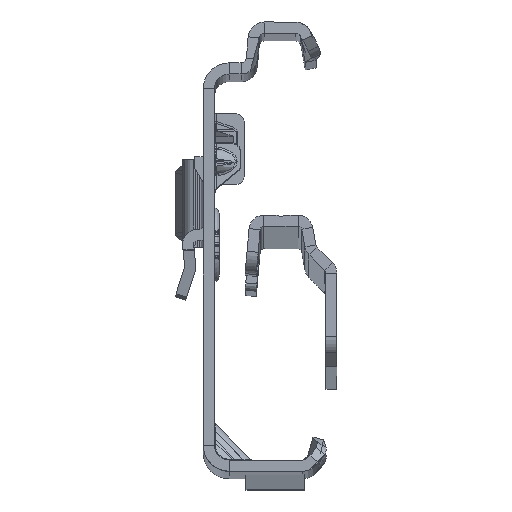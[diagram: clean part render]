
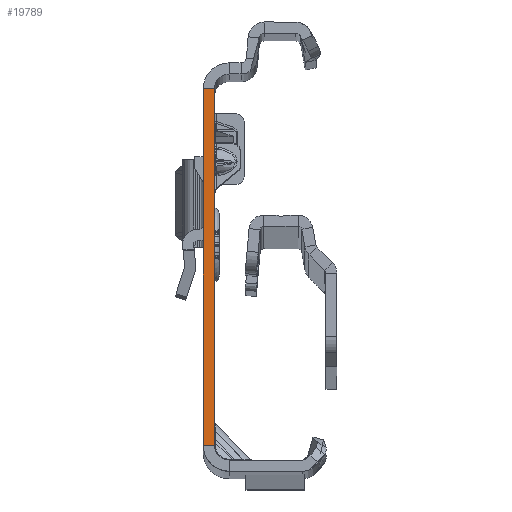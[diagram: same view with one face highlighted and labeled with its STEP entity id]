
A CAD part, top view. The second image highlights one B-rep face of the part: STEP entity #19789.
In plain terms, the highlighted planar face has unit normal (0, 0, 1).
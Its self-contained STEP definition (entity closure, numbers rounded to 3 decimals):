
#554 = ORIENTED_EDGE ( 'NONE', *, *, #10597, .F. ) ;
#1138 = ORIENTED_EDGE ( 'NONE', *, *, #10997, .F. ) ;
#4530 = DIRECTION ( 'NONE',  ( 0., -1., 0. ) ) ;
#6691 = EDGE_LOOP ( 'NONE', ( #1138, #18589, #44545, #554 ) ) ;
#8067 = LINE ( 'NONE', #49822, #54800 ) ;
#10597 = EDGE_CURVE ( 'NONE', #41998, #37476, #17340, .T. ) ;
#10997 = EDGE_CURVE ( 'NONE', #24086, #41998, #40928, .T. ) ;
#11717 = CARTESIAN_POINT ( 'NONE',  ( -1.5, 22.135, 0. ) ) ;
#12690 = CARTESIAN_POINT ( 'NONE',  ( -1.5, -25.865, 0. ) ) ;
#15457 = DIRECTION ( 'NONE',  ( 0., -1., 0. ) ) ;
#16933 = VECTOR ( 'NONE', #21502, 1000. ) ;
#17340 = LINE ( 'NONE', #18403, #16933 ) ;
#18403 = CARTESIAN_POINT ( 'NONE',  ( 0., -25.865, 0. ) ) ;
#18589 = ORIENTED_EDGE ( 'NONE', *, *, #43681, .T. ) ;
#19789 = ADVANCED_FACE ( 'NONE', ( #40568 ), #44459, .T. ) ;
#21502 = DIRECTION ( 'NONE',  ( -1., 0., 0. ) ) ;
#24016 = AXIS2_PLACEMENT_3D ( 'NONE', #36957, #53427, #31929 ) ;
#24086 = VERTEX_POINT ( 'NONE', #24659 ) ;
#24421 = CARTESIAN_POINT ( 'NONE',  ( 0., -27.865, 0. ) ) ;
#24659 = CARTESIAN_POINT ( 'NONE',  ( 0., 22.135, 0. ) ) ;
#25308 = VECTOR ( 'NONE', #4530, 1000. ) ;
#25808 = CARTESIAN_POINT ( 'NONE',  ( -1.5, -27.865, 0. ) ) ;
#27634 = EDGE_CURVE ( 'NONE', #45846, #37476, #52632, .T. ) ;
#31929 = DIRECTION ( 'NONE',  ( 1., 0., 0. ) ) ;
#33384 = CARTESIAN_POINT ( 'NONE',  ( 0., -25.865, 0. ) ) ;
#36957 = CARTESIAN_POINT ( 'NONE',  ( -1.5, -27.865, 0. ) ) ;
#37476 = VERTEX_POINT ( 'NONE', #12690 ) ;
#40568 = FACE_OUTER_BOUND ( 'NONE', #6691, .T. ) ;
#40928 = LINE ( 'NONE', #24421, #49152 ) ;
#41998 = VERTEX_POINT ( 'NONE', #33384 ) ;
#43681 = EDGE_CURVE ( 'NONE', #24086, #45846, #8067, .T. ) ;
#44459 = PLANE ( 'NONE',  #24016 ) ;
#44545 = ORIENTED_EDGE ( 'NONE', *, *, #27634, .T. ) ;
#45846 = VERTEX_POINT ( 'NONE', #11717 ) ;
#46164 = DIRECTION ( 'NONE',  ( -1., 0., 0. ) ) ;
#49152 = VECTOR ( 'NONE', #15457, 1000. ) ;
#49822 = CARTESIAN_POINT ( 'NONE',  ( 0., 22.135, 0. ) ) ;
#52632 = LINE ( 'NONE', #25808, #25308 ) ;
#53427 = DIRECTION ( 'NONE',  ( 0., 0., 1. ) ) ;
#54800 = VECTOR ( 'NONE', #46164, 1000. ) ;
